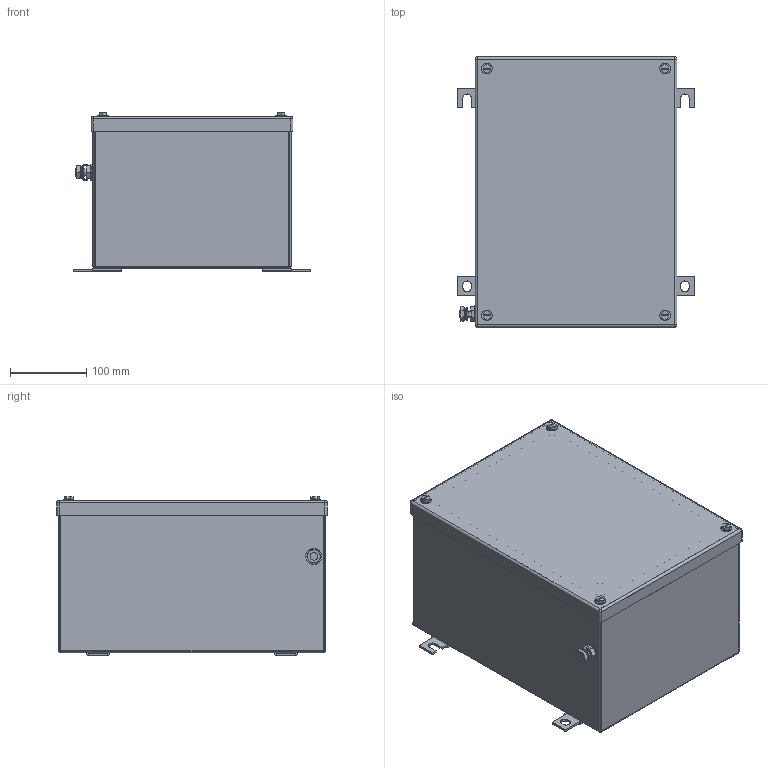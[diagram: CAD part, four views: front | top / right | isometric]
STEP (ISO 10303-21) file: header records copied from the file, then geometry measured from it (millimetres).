
FILE_DESCRIPTION(('CATIA V5 STEP Exchange','CAx-IF Rec.Pracs.--- Model Styling and Organization---1.4--- 2014-01-23'),'2;1');
FILE_NAME ('008634-4_3_1195950000_1195950000.stp','2019-09-25T05:49:57+00:00',('none'),('Weidmueller'),'CATIA Version 5-6 Release 2016 SP3 HF44','CATIA V5 STEP AP214','none');
FILE_SCHEMA(('AUTOMOTIVE_DESIGN { 1 0 10303 214 1 1 1 1 }'));
Length unit declared in the file: millimetre
Products named in the file (1): 1195950000
Bounding box: 311 x 355 x 208.5 mm (x, y, z)
Volume: 774338.1 mm3; surface area: 990113.6 mm2
Topology: 32 solids, 32 shells, 716 faces, 1680 edges, 1040 vertices
Faces by surface type: plane 292, cylinder 278, cone 124, sphere 16, torus 6
Entity records: 19456 total; most frequent: CARTESIAN_POINT 3962, ORIENTED_EDGE 3296, DIRECTION 2607, EDGE_CURVE 1648, AXIS2_PLACEMENT_3D 1186, VERTEX_POINT 1040, VECTOR 890, LINE 890
